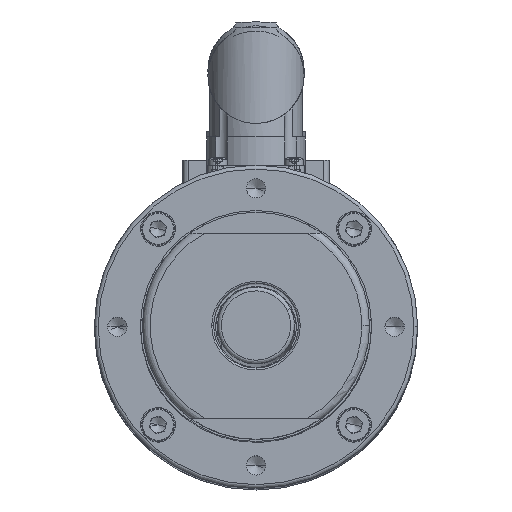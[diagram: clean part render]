
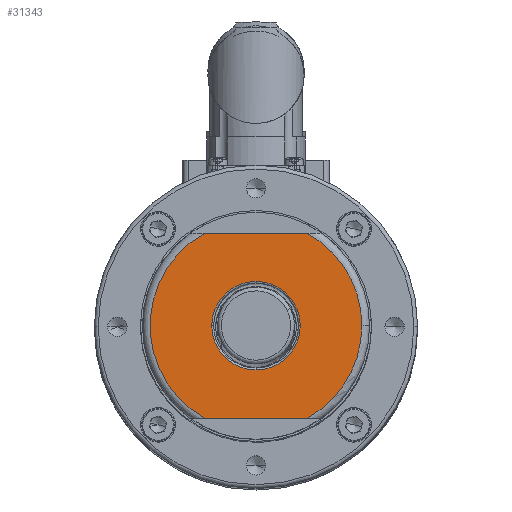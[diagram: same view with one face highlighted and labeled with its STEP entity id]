
A CAD part, top view. The second image highlights one B-rep face of the part: STEP entity #31343.
In plain terms, the highlighted planar face has unit normal (0, 0, 1).
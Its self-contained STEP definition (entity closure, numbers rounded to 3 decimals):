
#4137 = ORIENTED_EDGE ( 'NONE', *, *, #21822, .T. ) ;
#5840 = DIRECTION ( 'NONE',  ( 0., 0., -1. ) ) ;
#6090 = CARTESIAN_POINT ( 'NONE',  ( 27.5, 0., 395. ) ) ;
#6997 = VERTEX_POINT ( 'NONE', #39573 ) ;
#7812 = DIRECTION ( 'NONE',  ( 0., 0., -1. ) ) ;
#8135 = VERTEX_POINT ( 'NONE', #58522 ) ;
#8248 = CIRCLE ( 'NONE', #38756, 27.5 ) ;
#8458 = FACE_OUTER_BOUND ( 'NONE', #40964, .T. ) ;
#8734 = CARTESIAN_POINT ( 'NONE',  ( 0., 0., 395. ) ) ;
#9945 = CARTESIAN_POINT ( 'NONE',  ( -13.426, -24., 395. ) ) ;
#9960 = CARTESIAN_POINT ( 'NONE',  ( 0., 0., 395. ) ) ;
#10138 = DIRECTION ( 'NONE',  ( 0., 0., 1. ) ) ;
#10392 = LINE ( 'NONE', #34147, #50729 ) ;
#13631 = ORIENTED_EDGE ( 'NONE', *, *, #19482, .T. ) ;
#13635 = CARTESIAN_POINT ( 'NONE',  ( 13.426, 24., 395. ) ) ;
#13913 = DIRECTION ( 'NONE',  ( 1., 0., 0. ) ) ;
#15641 = DIRECTION ( 'NONE',  ( 1., 0., 0. ) ) ;
#16949 = DIRECTION ( 'NONE',  ( 0., 0., 1. ) ) ;
#17003 = PLANE ( 'NONE',  #46730 ) ;
#17328 = AXIS2_PLACEMENT_3D ( 'NONE', #45292, #10138, #13913 ) ;
#17545 = VERTEX_POINT ( 'NONE', #6090 ) ;
#19482 = EDGE_CURVE ( 'NONE', #6997, #17545, #36006, .T. ) ;
#21822 = EDGE_CURVE ( 'NONE', #23981, #8135, #22133, .T. ) ;
#22133 = CIRCLE ( 'NONE', #38816, 11.5 ) ;
#22930 = AXIS2_PLACEMENT_3D ( 'NONE', #9960, #23212, #15641 ) ;
#23099 = VECTOR ( 'NONE', #32162, 1000. ) ;
#23212 = DIRECTION ( 'NONE',  ( 0., 0., 1. ) ) ;
#23981 = VERTEX_POINT ( 'NONE', #39420 ) ;
#24522 = DIRECTION ( 'NONE',  ( 1., 0., 0. ) ) ;
#24554 = DIRECTION ( 'NONE',  ( 1., 0., 0. ) ) ;
#25406 = CARTESIAN_POINT ( 'NONE',  ( -13.426, 24., 395. ) ) ;
#26585 = VERTEX_POINT ( 'NONE', #9945 ) ;
#27457 = DIRECTION ( 'NONE',  ( -1., 0., 0. ) ) ;
#30101 = EDGE_CURVE ( 'NONE', #31953, #50571, #42694, .T. ) ;
#30171 = CARTESIAN_POINT ( 'NONE',  ( 0., 0., 395. ) ) ;
#30212 = DIRECTION ( 'NONE',  ( 0., 0., 1. ) ) ;
#31343 = ADVANCED_FACE ( 'NONE', ( #34063, #8458 ), #17003, .T. ) ;
#31432 = CIRCLE ( 'NONE', #33244, 11.5 ) ;
#31953 = VERTEX_POINT ( 'NONE', #25406 ) ;
#32162 = DIRECTION ( 'NONE',  ( 1., 0., 0. ) ) ;
#32810 = ORIENTED_EDGE ( 'NONE', *, *, #38197, .F. ) ;
#32819 = EDGE_CURVE ( 'NONE', #8135, #23981, #31432, .T. ) ;
#33244 = AXIS2_PLACEMENT_3D ( 'NONE', #47771, #7812, #55327 ) ;
#34063 = FACE_BOUND ( 'NONE', #56386, .T. ) ;
#34147 = CARTESIAN_POINT ( 'NONE',  ( 62.057, -24., 395. ) ) ;
#35531 = ORIENTED_EDGE ( 'NONE', *, *, #54937, .T. ) ;
#36006 = CIRCLE ( 'NONE', #22930, 27.5 ) ;
#38197 = EDGE_CURVE ( 'NONE', #6997, #26585, #10392, .T. ) ;
#38565 = ORIENTED_EDGE ( 'NONE', *, *, #32819, .T. ) ;
#38756 = AXIS2_PLACEMENT_3D ( 'NONE', #30171, #16949, #24522 ) ;
#38816 = AXIS2_PLACEMENT_3D ( 'NONE', #8734, #5840, #57198 ) ;
#39420 = CARTESIAN_POINT ( 'NONE',  ( -11.5, 0., 395. ) ) ;
#39573 = CARTESIAN_POINT ( 'NONE',  ( 13.426, -24., 395. ) ) ;
#40203 = CIRCLE ( 'NONE', #17328, 27.5 ) ;
#40964 = EDGE_LOOP ( 'NONE', ( #32810, #13631, #43068, #58357, #35531 ) ) ;
#42694 = LINE ( 'NONE', #55062, #23099 ) ;
#43068 = ORIENTED_EDGE ( 'NONE', *, *, #51886, .T. ) ;
#45292 = CARTESIAN_POINT ( 'NONE',  ( 0., 0., 395. ) ) ;
#46730 = AXIS2_PLACEMENT_3D ( 'NONE', #50249, #30212, #24554 ) ;
#47771 = CARTESIAN_POINT ( 'NONE',  ( 0., 0., 395. ) ) ;
#50249 = CARTESIAN_POINT ( 'NONE',  ( 0., 0., 395. ) ) ;
#50571 = VERTEX_POINT ( 'NONE', #13635 ) ;
#50729 = VECTOR ( 'NONE', #27457, 1000. ) ;
#51886 = EDGE_CURVE ( 'NONE', #17545, #50571, #8248, .T. ) ;
#54937 = EDGE_CURVE ( 'NONE', #31953, #26585, #40203, .T. ) ;
#55062 = CARTESIAN_POINT ( 'NONE',  ( 59.2, 24., 395. ) ) ;
#55327 = DIRECTION ( 'NONE',  ( 1., 0., 0. ) ) ;
#56386 = EDGE_LOOP ( 'NONE', ( #38565, #4137 ) ) ;
#57198 = DIRECTION ( 'NONE',  ( 1., 0., 0. ) ) ;
#58357 = ORIENTED_EDGE ( 'NONE', *, *, #30101, .F. ) ;
#58522 = CARTESIAN_POINT ( 'NONE',  ( 11.5, 0., 395. ) ) ;
